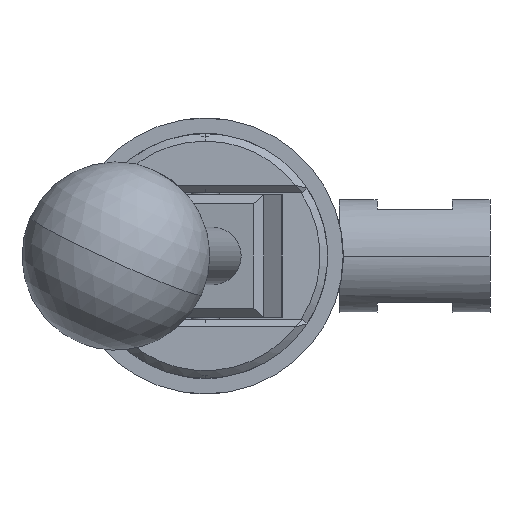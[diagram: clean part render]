
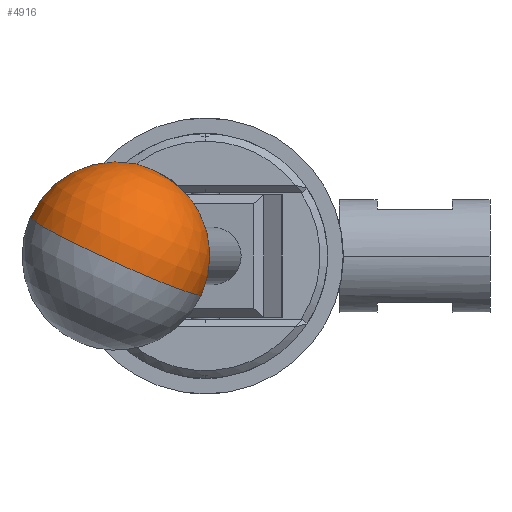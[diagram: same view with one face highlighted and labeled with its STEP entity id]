
A CAD part, front view. The second image highlights one B-rep face of the part: STEP entity #4916.
In plain terms, the highlighted spherical face has radius 15.875 mm.
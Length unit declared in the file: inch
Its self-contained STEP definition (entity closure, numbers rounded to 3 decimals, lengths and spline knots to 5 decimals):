
#1968 = CARTESIAN_POINT ( 'NONE',  ( -0.59291, -9.2123, 0. ) ) ;
#2757 = AXIS2_PLACEMENT_3D ( 'NONE', #17330, #14561, #34213 ) ;
#2938 = CIRCLE ( 'NONE', #18636, 0.25 ) ;
#3358 = EDGE_CURVE ( 'NONE', #32243, #3830, #7111, .T. ) ;
#3830 = VERTEX_POINT ( 'NONE', #25991 ) ;
#4232 = ORIENTED_EDGE ( 'NONE', *, *, #3358, .F. ) ;
#4916 = ADVANCED_FACE ( 'NONE', ( #9058 ), #30870, .T. ) ;
#5015 = AXIS2_PLACEMENT_3D ( 'NONE', #1968, #15549, #7935 ) ;
#5430 = EDGE_CURVE ( 'NONE', #32243, #32166, #12904, .T. ) ;
#7111 = CIRCLE ( 'NONE', #34838, 0.625 ) ;
#7776 = EDGE_CURVE ( 'NONE', #32166, #10171, #2938, .T. ) ;
#7935 = DIRECTION ( 'NONE',  ( 0.911, 0., -0.413 ) ) ;
#9058 = FACE_OUTER_BOUND ( 'NONE', #34465, .T. ) ;
#9239 = ORIENTED_EDGE ( 'NONE', *, *, #7776, .T. ) ;
#10171 = VERTEX_POINT ( 'NONE', #15061 ) ;
#12904 = CIRCLE ( 'NONE', #5015, 0.625 ) ;
#13581 = ORIENTED_EDGE ( 'NONE', *, *, #15846, .T. ) ;
#14561 = DIRECTION ( 'NONE',  ( -0.412, 0.065, -0.909 ) ) ;
#15061 = CARTESIAN_POINT ( 'NONE',  ( -0.40034, -8.66283, 0.22723 ) ) ;
#15549 = DIRECTION ( 'NONE',  ( 0.412, -0.065, 0.909 ) ) ;
#15846 = EDGE_CURVE ( 'NONE', #10171, #3830, #29654, .T. ) ;
#16718 = ORIENTED_EDGE ( 'NONE', *, *, #5430, .T. ) ;
#17330 = CARTESIAN_POINT ( 'NONE',  ( -0.59291, -9.2123, 0. ) ) ;
#17375 = DIRECTION ( 'NONE',  ( -0.412, 0.065, -0.909 ) ) ;
#18636 = AXIS2_PLACEMENT_3D ( 'NONE', #30566, #27895, #17375 ) ;
#18704 = DIRECTION ( 'NONE',  ( -0.911, 0., 0.413 ) ) ;
#19826 = DIRECTION ( 'NONE',  ( -0.156, -0.988, 0. ) ) ;
#21529 = DIRECTION ( 'NONE',  ( -0.412, 0.065, -0.909 ) ) ;
#22828 = AXIS2_PLACEMENT_3D ( 'NONE', #30899, #19826, #22857 ) ;
#22857 = DIRECTION ( 'NONE',  ( -0.412, 0.065, -0.909 ) ) ;
#24785 = CARTESIAN_POINT ( 'NONE',  ( -0.69069, -9.8296, 0. ) ) ;
#25991 = CARTESIAN_POINT ( 'NONE',  ( -0.72774, -8.61098, 0.10425 ) ) ;
#27895 = DIRECTION ( 'NONE',  ( -0.156, -0.988, 0. ) ) ;
#29654 = CIRCLE ( 'NONE', #22828, 0.25 ) ;
#29939 = CARTESIAN_POINT ( 'NONE',  ( -0.59291, -9.2123, 0. ) ) ;
#30566 = CARTESIAN_POINT ( 'NONE',  ( -0.5033, -8.64653, 0. ) ) ;
#30870 = SPHERICAL_SURFACE ( 'NONE', #2757, 0.625 ) ;
#30899 = CARTESIAN_POINT ( 'NONE',  ( -0.5033, -8.64653, 0. ) ) ;
#31402 = CARTESIAN_POINT ( 'NONE',  ( -0.27887, -8.68207, -0.10425 ) ) ;
#32166 = VERTEX_POINT ( 'NONE', #31402 ) ;
#32243 = VERTEX_POINT ( 'NONE', #24785 ) ;
#34213 = DIRECTION ( 'NONE',  ( 0.898, -0.142, -0.417 ) ) ;
#34465 = EDGE_LOOP ( 'NONE', ( #4232, #16718, #9239, #13581 ) ) ;
#34838 = AXIS2_PLACEMENT_3D ( 'NONE', #29939, #21529, #18704 ) ;
